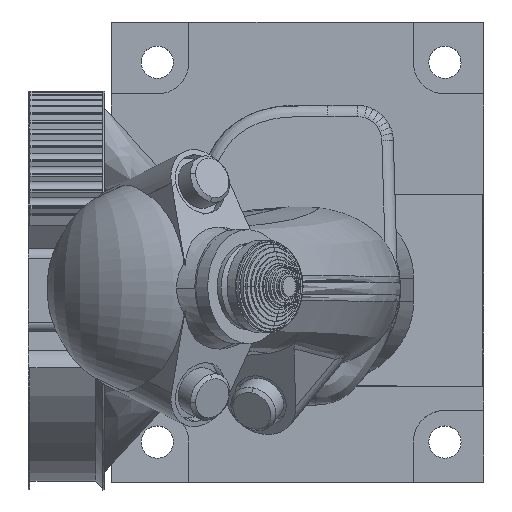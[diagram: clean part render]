
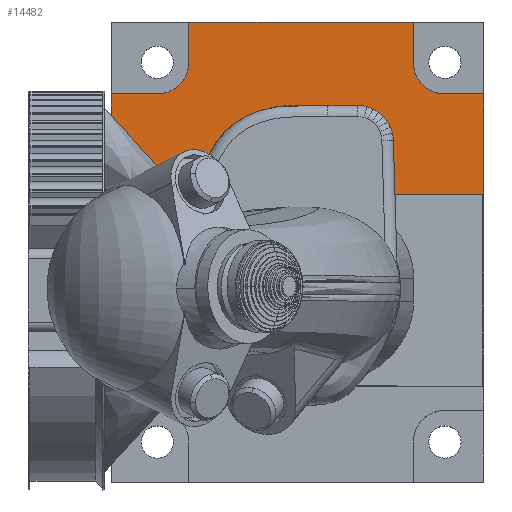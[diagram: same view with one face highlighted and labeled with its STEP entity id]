
A CAD part, top view. The second image highlights one B-rep face of the part: STEP entity #14482.
In plain terms, the highlighted planar face has unit normal (0, 0, 1).
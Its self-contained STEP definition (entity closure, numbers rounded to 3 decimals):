
#1032=FACE_BOUND('',#2847,.T.);
#1077=CIRCLE('',#15418,8.25);
#1083=CIRCLE('',#15432,8.25);
#2024=FACE_OUTER_BOUND('',#2846,.T.);
#2846=EDGE_LOOP('',(#9699,#9700,#9701,#9702,#9703,#9704,#9705,#9706,#9707,
#9708,#9709));
#2847=EDGE_LOOP('',(#9710,#9711,#9712,#9713));
#3651=LINE('',#20530,#4625);
#3656=LINE('',#20544,#4630);
#3671=LINE('',#20584,#4645);
#3676=LINE('',#20598,#4650);
#3691=LINE('',#20636,#4665);
#3698=LINE('',#20649,#4672);
#3710=LINE('',#20674,#4684);
#3714=LINE('',#20700,#4688);
#3717=LINE('',#20706,#4691);
#3720=LINE('',#20712,#4694);
#3723=LINE('',#20716,#4697);
#3731=LINE('',#20752,#4705);
#3742=LINE('',#20774,#4716);
#4625=VECTOR('',#16799,10.);
#4630=VECTOR('',#16812,10.);
#4645=VECTOR('',#16847,10.);
#4650=VECTOR('',#16860,10.);
#4665=VECTOR('',#16895,10.);
#4672=VECTOR('',#16904,10.);
#4684=VECTOR('',#16924,10.);
#4688=VECTOR('',#16950,10.);
#4691=VECTOR('',#16955,10.);
#4694=VECTOR('',#16960,10.);
#4697=VECTOR('',#16965,10.);
#4705=VECTOR('',#17007,10.);
#4716=VECTOR('',#17036,10.);
#5599=VERTEX_POINT('',#20528);
#5600=VERTEX_POINT('',#20529);
#5603=VERTEX_POINT('',#20537);
#5605=VERTEX_POINT('',#20543);
#5619=VERTEX_POINT('',#20582);
#5620=VERTEX_POINT('',#20583);
#5623=VERTEX_POINT('',#20591);
#5625=VERTEX_POINT('',#20597);
#5643=VERTEX_POINT('',#20648);
#5652=VERTEX_POINT('',#20672);
#5662=VERTEX_POINT('',#20697);
#5663=VERTEX_POINT('',#20699);
#5665=VERTEX_POINT('',#20705);
#5667=VERTEX_POINT('',#20711);
#5678=VERTEX_POINT('',#20751);
#7160=EDGE_CURVE('',#5599,#5600,#3651,.T.);
#7164=EDGE_CURVE('',#5603,#5599,#1077,.T.);
#7167=EDGE_CURVE('',#5605,#5603,#3656,.T.);
#7186=EDGE_CURVE('',#5619,#5620,#3671,.T.);
#7190=EDGE_CURVE('',#5623,#5619,#1083,.T.);
#7193=EDGE_CURVE('',#5625,#5623,#3676,.T.);
#7212=EDGE_CURVE('',#5620,#5605,#3691,.T.);
#7219=EDGE_CURVE('',#5643,#5625,#3698,.T.);
#7233=EDGE_CURVE('',#5652,#5600,#3710,.T.);
#7244=EDGE_CURVE('',#5663,#5662,#3714,.T.);
#7247=EDGE_CURVE('',#5665,#5663,#3717,.T.);
#7250=EDGE_CURVE('',#5667,#5665,#3720,.T.);
#7253=EDGE_CURVE('',#5662,#5667,#3723,.T.);
#7269=EDGE_CURVE('',#5643,#5678,#3731,.T.);
#7281=EDGE_CURVE('',#5678,#5652,#3742,.T.);
#9699=ORIENTED_EDGE('',*,*,#7160,.T.);
#9700=ORIENTED_EDGE('',*,*,#7233,.F.);
#9701=ORIENTED_EDGE('',*,*,#7281,.F.);
#9702=ORIENTED_EDGE('',*,*,#7269,.F.);
#9703=ORIENTED_EDGE('',*,*,#7219,.T.);
#9704=ORIENTED_EDGE('',*,*,#7193,.T.);
#9705=ORIENTED_EDGE('',*,*,#7190,.T.);
#9706=ORIENTED_EDGE('',*,*,#7186,.T.);
#9707=ORIENTED_EDGE('',*,*,#7212,.T.);
#9708=ORIENTED_EDGE('',*,*,#7167,.T.);
#9709=ORIENTED_EDGE('',*,*,#7164,.T.);
#9710=ORIENTED_EDGE('',*,*,#7250,.T.);
#9711=ORIENTED_EDGE('',*,*,#7247,.T.);
#9712=ORIENTED_EDGE('',*,*,#7244,.T.);
#9713=ORIENTED_EDGE('',*,*,#7253,.T.);
#14110=PLANE('',#15493);
#14482=ADVANCED_FACE('',(#2024,#1032),#14110,.T.);
#15418=AXIS2_PLACEMENT_3D('',#20538,#16805,#16806);
#15432=AXIS2_PLACEMENT_3D('',#20592,#16853,#16854);
#15493=AXIS2_PLACEMENT_3D('',#20780,#17045,#17046);
#16799=DIRECTION('',(-1.,0.,0.));
#16805=DIRECTION('center_axis',(0.,0.,
-1.));
#16806=DIRECTION('ref_axis',(0.,-1.,0.));
#16812=DIRECTION('',(0.,-1.,0.));
#16847=DIRECTION('',(0.,1.,0.));
#16853=DIRECTION('center_axis',(0.,0.,
-1.));
#16854=DIRECTION('ref_axis',(-1.,0.,0.));
#16860=DIRECTION('',(-1.,0.,0.));
#16895=DIRECTION('',(-1.,0.,0.));
#16904=DIRECTION('',(0.,1.,0.));
#16924=DIRECTION('',(0.,1.,0.));
#16950=DIRECTION('',(0.,-1.,0.));
#16955=DIRECTION('',(1.,0.,0.));
#16960=DIRECTION('',(0.,1.,0.));
#16965=DIRECTION('',(-1.,0.,0.));
#17007=DIRECTION('',(-1.,0.,0.));
#17036=DIRECTION('',(-1.,0.,0.));
#17045=DIRECTION('center_axis',(0.,0.,
1.));
#17046=DIRECTION('ref_axis',(-1.,0.,0.));
#20528=CARTESIAN_POINT('',(-36.323,121.25,47.823));
#20529=CARTESIAN_POINT('',(-48.323,121.25,47.823));
#20530=CARTESIAN_POINT('',(-18.162,121.25,47.823));
#20537=CARTESIAN_POINT('',(-28.073,129.5,47.823));
#20538=CARTESIAN_POINT('Origin',(-36.323,129.5,47.823));
#20543=CARTESIAN_POINT('',(-28.073,140.,47.823));
#20544=CARTESIAN_POINT('',(-28.073,110.,47.823));
#20582=CARTESIAN_POINT('',(30.427,129.5,47.823));
#20583=CARTESIAN_POINT('',(30.427,140.,47.823));
#20584=CARTESIAN_POINT('',(30.427,104.75,47.823));
#20591=CARTESIAN_POINT('',(38.677,121.25,47.823));
#20592=CARTESIAN_POINT('Origin',(38.677,129.5,47.823));
#20597=CARTESIAN_POINT('',(48.85,121.25,47.823));
#20598=CARTESIAN_POINT('',(24.425,121.25,47.823));
#20636=CARTESIAN_POINT('',(48.85,140.,47.823));
#20648=CARTESIAN_POINT('',(48.85,95.,47.823));
#20649=CARTESIAN_POINT('',(48.85,20.,47.823));
#20672=CARTESIAN_POINT('',(-48.323,95.,47.823));
#20674=CARTESIAN_POINT('',(-48.323,80.,47.823));
#20697=CARTESIAN_POINT('',(4.97,103.267,47.823));
#20699=CARTESIAN_POINT('',(4.97,107.267,47.823));
#20700=CARTESIAN_POINT('',(4.97,91.634,47.823));
#20705=CARTESIAN_POINT('',(-5.03,107.267,47.823));
#20706=CARTESIAN_POINT('',(2.484,107.267,47.823));
#20711=CARTESIAN_POINT('',(-5.03,103.267,47.823));
#20712=CARTESIAN_POINT('',(-5.03,93.634,47.823));
#20716=CARTESIAN_POINT('',(-2.516,103.267,47.823));
#20751=CARTESIAN_POINT('',(28.85,95.,47.823));
#20752=CARTESIAN_POINT('',(24.425,95.,47.823));
#20774=CARTESIAN_POINT('',(-44.323,95.,47.823));
#20780=CARTESIAN_POINT('Origin',(-0.001,80.,47.823));
